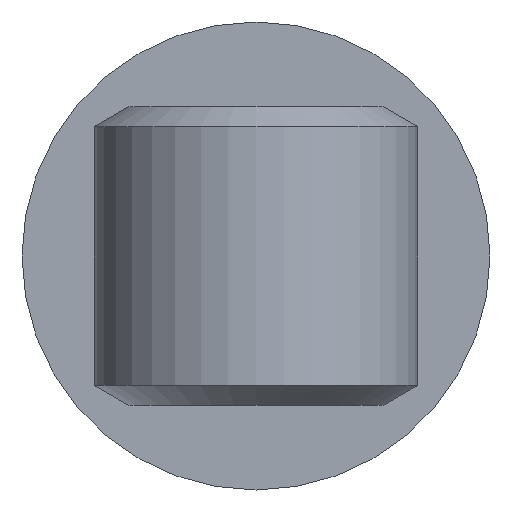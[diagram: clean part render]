
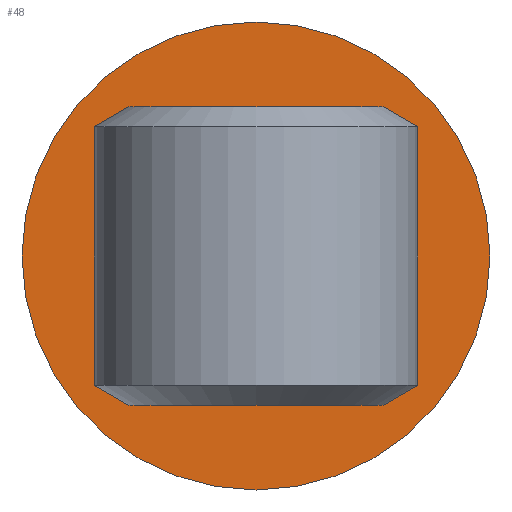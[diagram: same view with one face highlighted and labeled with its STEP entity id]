
A CAD part, left-side view. The second image highlights one B-rep face of the part: STEP entity #48.
In plain terms, the highlighted planar face has unit normal (-1, 0, 0).
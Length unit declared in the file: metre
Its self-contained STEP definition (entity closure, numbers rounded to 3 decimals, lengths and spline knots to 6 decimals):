
#48 = ADVANCED_FACE( '', ( #105, #106 ), #107, .F. );
#105 = FACE_BOUND( '', #176, .T. );
#106 = FACE_OUTER_BOUND( '', #177, .T. );
#107 = PLANE( '', #178 );
#176 = EDGE_LOOP( '', ( #249 ) );
#177 = EDGE_LOOP( '', ( #250 ) );
#178 = AXIS2_PLACEMENT_3D( '', #251, #252, #253 );
#249 = ORIENTED_EDGE( '', *, *, #331, .T. );
#250 = ORIENTED_EDGE( '', *, *, #324, .F. );
#251 = CARTESIAN_POINT( '', ( 0.090777, 0.0508, 0.127 ) );
#252 = DIRECTION( '', ( 1., 0., 0. ) );
#253 = DIRECTION( '', ( 0., 1., 0. ) );
#324 = EDGE_CURVE( '', #358, #358, #359, .T. );
#331 = EDGE_CURVE( '', #369, #369, #370, .T. );
#358 = VERTEX_POINT( '', #406 );
#359 = CIRCLE( '', #407, 0.029845 );
#369 = VERTEX_POINT( '', #417 );
#370 = CIRCLE( '', #418, 0.0127 );
#406 = CARTESIAN_POINT( '', ( 0.090777, 0.0508, 0.097155 ) );
#407 = AXIS2_PLACEMENT_3D( '', #553, #554, #555 );
#417 = CARTESIAN_POINT( '', ( 0.090777, 0.0508, 0.1143 ) );
#418 = AXIS2_PLACEMENT_3D( '', #565, #566, #567 );
#553 = CARTESIAN_POINT( '', ( 0.090777, 0.0508, 0.127 ) );
#554 = DIRECTION( '', ( 1., 0., 0. ) );
#555 = DIRECTION( '', ( 0., 0., -1. ) );
#565 = CARTESIAN_POINT( '', ( 0.090777, 0.0508, 0.127 ) );
#566 = DIRECTION( '', ( 1., 0., 0. ) );
#567 = DIRECTION( '', ( 0., 0., -1. ) );
